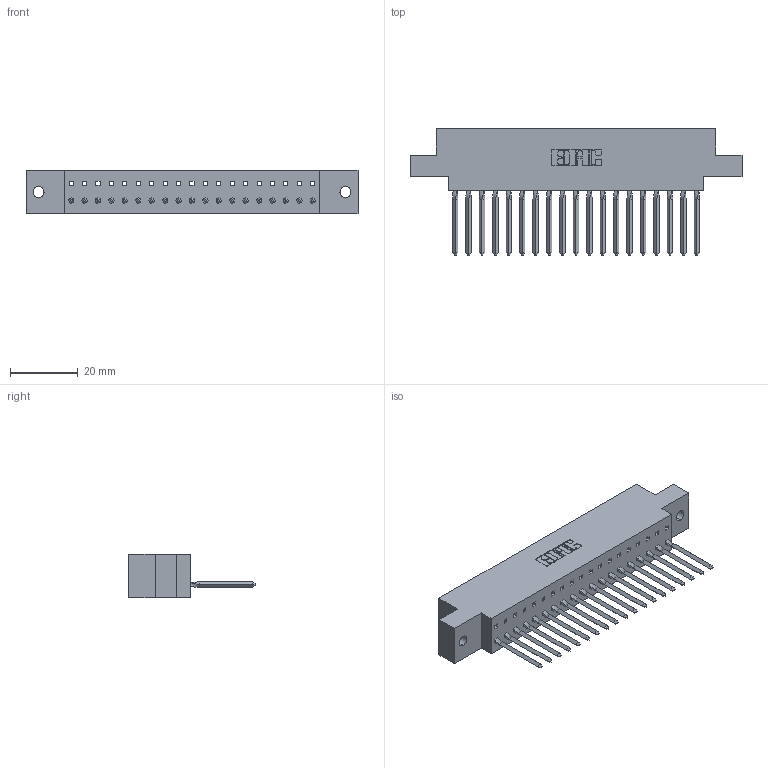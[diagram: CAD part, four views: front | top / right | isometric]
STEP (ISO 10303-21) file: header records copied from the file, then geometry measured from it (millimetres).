
FILE_DESCRIPTION (( 'STEP AP203' ), '1' );
FILE_NAME ('317-019-542-602.STEP', '2020-02-27T16:16:17', ( '' ), ( '' ), 'SwSTEP 2.0', 'SolidWorks 2016', '' );
FILE_SCHEMA (( 'CONFIG_CONTROL_DESIGN' ));
Length unit declared in the file: inch
Products named in the file (3): 317-019-542-602; 317 Part_.144 Dia; 317-290-003_542
Assembly tree (20 placements, depth 2):
  317-019-542-602
    317 Part_.144 Dia
    317-290-003_542  x19
Bounding box: 97.99 x 37.34 x 12.7 mm (x, y, z)
Volume: 14489.1 mm3; surface area: 16888.8 mm2
Topology: 20 solids, 20 shells, 1527 faces, 4398 edges, 2842 vertices
Faces by surface type: plane 1274, cylinder 177, bspline 76
Entity records: 29085 total; most frequent: CARTESIAN_POINT 5406, ORIENTED_EDGE 5088, DIRECTION 4282, EDGE_CURVE 2544, VECTOR 2374, LINE 2374, VERTEX_POINT 1690, AXIS2_PLACEMENT_3D 954
